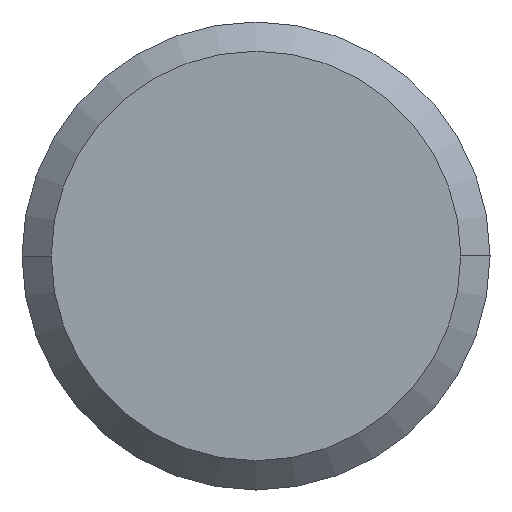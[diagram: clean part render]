
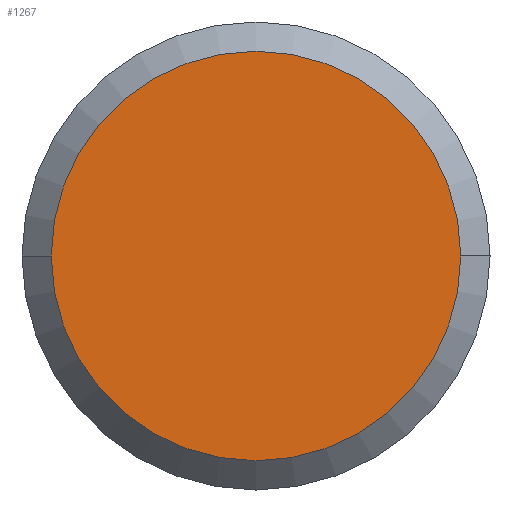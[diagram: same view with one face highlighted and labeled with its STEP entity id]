
A CAD part, front view. The second image highlights one B-rep face of the part: STEP entity #1267.
In plain terms, the highlighted planar face has unit normal (0, -1, 0).
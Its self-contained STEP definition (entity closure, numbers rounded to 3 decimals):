
#70=CARTESIAN_POINT('',(0.,-40.,0.));
#71=DIRECTION('',(0.,1.,0.));
#72=DIRECTION('',(-1.,0.,0.));
#73=AXIS2_PLACEMENT_3D('',#70,#71,#72);
#78=CARTESIAN_POINT('',(0.,-40.,0.));
#79=DIRECTION('',(0.,1.,0.));
#80=DIRECTION('',(1.,0.,0.));
#81=AXIS2_PLACEMENT_3D('',#78,#79,#80);
#1106=CARTESIAN_POINT('',(3.5,-40.,
0.));
#1107=VERTEX_POINT('',#1106);
#1108=CARTESIAN_POINT('',(-3.5,-40.,
0.));
#1109=VERTEX_POINT('',#1108);
#1257=CARTESIAN_POINT('',(0.,-40.,0.));
#1258=DIRECTION('',(0.,-1.,0.));
#1259=DIRECTION('',(-1.,0.,0.));
#1260=AXIS2_PLACEMENT_3D('',#1257,#1258,#1259);
#1261=PLANE('',#1260);
#1263=ORIENTED_EDGE('',*,*,#1262,.T.);
#1264=ORIENTED_EDGE('',*,*,#1246,.T.);
#1265=EDGE_LOOP('',(#1263,#1264));
#1266=FACE_OUTER_BOUND('',#1265,.F.);
#1267=ADVANCED_FACE('',(#1266),#1261,.T.);
#74=CIRCLE('',#73,3.5);
#82=CIRCLE('',#81,3.5);
#1246=EDGE_CURVE('',#1107,#1109,#82,.T.);
#1262=EDGE_CURVE('',#1109,#1107,#74,.T.);
